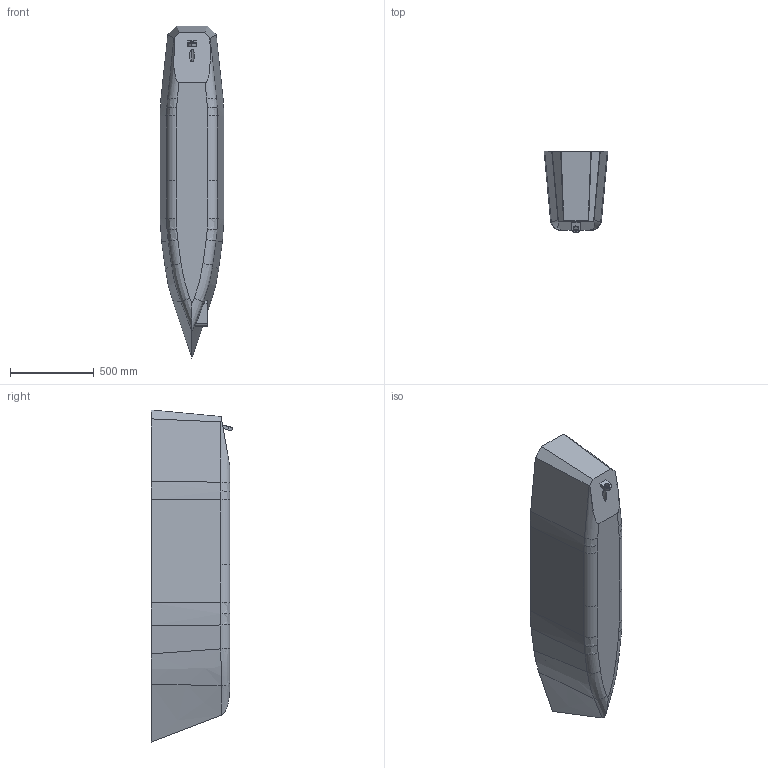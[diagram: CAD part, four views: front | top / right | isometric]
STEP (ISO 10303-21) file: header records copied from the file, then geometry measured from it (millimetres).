
FILE_DESCRIPTION (( 'STEP AP214' ), '1' );
FILE_NAME ('SOL_Kanat.STEP', '2025-03-03T11:31:10', ( '' ), ( '' ), 'SwSTEP 2.0', 'SolidWorks 2024', '' );
FILE_SCHEMA (( 'AUTOMOTIVE_DESIGN' ));
Length unit declared in the file: millimetre
Products named in the file (1): SOL_Kanat
Bounding box: 380.25 x 484.98 x 1978.43 mm (x, y, z)
Volume: 15748271.2 mm3; surface area: 4953685.4 mm2
Topology: 4 solids, 4 shells, 301 faces, 832 edges, 544 vertices
Faces by surface type: cylinder 141, plane 124, bspline 36
Entity records: 10907 total; most frequent: CARTESIAN_POINT 3157, ORIENTED_EDGE 1664, DIRECTION 1516, EDGE_CURVE 832, VERTEX_POINT 544, AXIS2_PLACEMENT_3D 532, VECTOR 452, LINE 452
